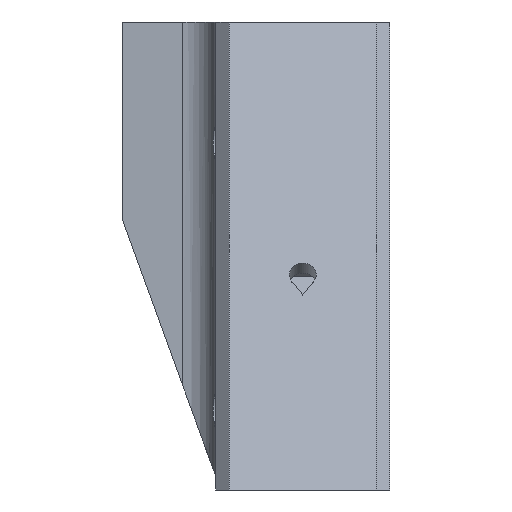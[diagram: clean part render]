
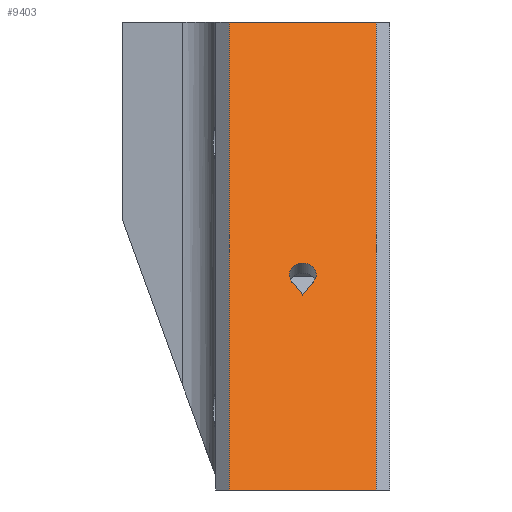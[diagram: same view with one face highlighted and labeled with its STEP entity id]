
A CAD part, left-side view. The second image highlights one B-rep face of the part: STEP entity #9403.
In plain terms, the highlighted planar face has unit normal (-0.866, 0, 0.5).
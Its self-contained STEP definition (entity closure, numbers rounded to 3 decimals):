
#84 = PLANE('',#85);
#85 = AXIS2_PLACEMENT_3D('',#86,#87,#88);
#86 = CARTESIAN_POINT('',(-59.826,2.,18.));
#87 = DIRECTION('',(0.,0.,-1.));
#88 = DIRECTION('',(0.,-1.,0.));
#1409 = PLANE('',#1410);
#1410 = AXIS2_PLACEMENT_3D('',#1411,#1412,#1413);
#1411 = CARTESIAN_POINT('',(-70.218,0.,-52.));
#1412 = DIRECTION('',(0.,0.,1.));
#1413 = DIRECTION('',(-1.,0.,0.));
#1437 = PLANE('',#1438);
#1438 = AXIS2_PLACEMENT_3D('',#1439,#1440,#1441);
#1439 = CARTESIAN_POINT('',(-99.375,25.,-52.5));
#1440 = DIRECTION('',(-0.612,0.707,0.354));
#1441 = DIRECTION('',(0.5,0.,0.866));
#2602 = VERTEX_POINT('',#2603);
#2603 = CARTESIAN_POINT('',(-59.826,2.,18.));
#2617 = PLANE('',#2618);
#2618 = AXIS2_PLACEMENT_3D('',#2619,#2620,#2621);
#2619 = CARTESIAN_POINT('',(-99.375,1.,-52.5));
#2620 = DIRECTION('',(0.612,0.707,-0.354));
#2621 = DIRECTION('',(0.5,0.,0.866));
#2629 = EDGE_CURVE('',#2602,#2630,#2632,.T.);
#2630 = VERTEX_POINT('',#2631);
#2631 = CARTESIAN_POINT('',(-59.826,24.,18.));
#2632 = SURFACE_CURVE('',#2633,(#2637,#2644),.PCURVE_S1.);
#2633 = LINE('',#2634,#2635);
#2634 = CARTESIAN_POINT('',(-59.826,0.,18.));
#2635 = VECTOR('',#2636,1.);
#2636 = DIRECTION('',(-0.,1.,0.));
#2637 = PCURVE('',#84,#2638);
#2638 = DEFINITIONAL_REPRESENTATION('',(#2639),#2643);
#2639 = LINE('',#2640,#2641);
#2640 = CARTESIAN_POINT('',(2.,0.));
#2641 = VECTOR('',#2642,1.);
#2642 = DIRECTION('',(-1.,0.));
#2643 = ( GEOMETRIC_REPRESENTATION_CONTEXT(2) 
PARAMETRIC_REPRESENTATION_CONTEXT() REPRESENTATION_CONTEXT('2D SPACE',''
  ) );
#2644 = PCURVE('',#2645,#2650);
#2645 = PLANE('',#2646);
#2646 = AXIS2_PLACEMENT_3D('',#2647,#2648,#2649);
#2647 = CARTESIAN_POINT('',(-100.241,0.,-52.));
#2648 = DIRECTION('',(0.866,0.,-0.5));
#2649 = DIRECTION('',(0.5,0.,0.866));
#2650 = DEFINITIONAL_REPRESENTATION('',(#2651),#2655);
#2651 = LINE('',#2652,#2653);
#2652 = CARTESIAN_POINT('',(80.829,0.));
#2653 = VECTOR('',#2654,1.);
#2654 = DIRECTION('',(0.,-1.));
#2655 = ( GEOMETRIC_REPRESENTATION_CONTEXT(2) 
PARAMETRIC_REPRESENTATION_CONTEXT() REPRESENTATION_CONTEXT('2D SPACE',''
  ) );
#3817 = VERTEX_POINT('',#3818);
#3818 = CARTESIAN_POINT('',(-100.241,24.,-52.));
#3839 = EDGE_CURVE('',#3817,#2630,#3840,.T.);
#3840 = SURFACE_CURVE('',#3841,(#3845,#3852),.PCURVE_S1.);
#3841 = LINE('',#3842,#3843);
#3842 = CARTESIAN_POINT('',(-100.241,24.,-52.));
#3843 = VECTOR('',#3844,1.);
#3844 = DIRECTION('',(0.5,0.,0.866));
#3845 = PCURVE('',#1437,#3846);
#3846 = DEFINITIONAL_REPRESENTATION('',(#3847),#3851);
#3847 = LINE('',#3848,#3849);
#3848 = CARTESIAN_POINT('',(0.,-1.414));
#3849 = VECTOR('',#3850,1.);
#3850 = DIRECTION('',(1.,0.));
#3851 = ( GEOMETRIC_REPRESENTATION_CONTEXT(2) 
PARAMETRIC_REPRESENTATION_CONTEXT() REPRESENTATION_CONTEXT('2D SPACE',''
  ) );
#3852 = PCURVE('',#2645,#3853);
#3853 = DEFINITIONAL_REPRESENTATION('',(#3854),#3858);
#3854 = LINE('',#3855,#3856);
#3855 = CARTESIAN_POINT('',(0.,-24.));
#3856 = VECTOR('',#3857,1.);
#3857 = DIRECTION('',(1.,0.));
#3858 = ( GEOMETRIC_REPRESENTATION_CONTEXT(2) 
PARAMETRIC_REPRESENTATION_CONTEXT() REPRESENTATION_CONTEXT('2D SPACE',''
  ) );
#3865 = EDGE_CURVE('',#3866,#3817,#3868,.T.);
#3866 = VERTEX_POINT('',#3867);
#3867 = CARTESIAN_POINT('',(-100.241,2.,-52.));
#3868 = SURFACE_CURVE('',#3869,(#3873,#3880),.PCURVE_S1.);
#3869 = LINE('',#3870,#3871);
#3870 = CARTESIAN_POINT('',(-100.241,0.,-52.));
#3871 = VECTOR('',#3872,1.);
#3872 = DIRECTION('',(-0.,1.,0.));
#3873 = PCURVE('',#1409,#3874);
#3874 = DEFINITIONAL_REPRESENTATION('',(#3875),#3879);
#3875 = LINE('',#3876,#3877);
#3876 = CARTESIAN_POINT('',(30.022,0.));
#3877 = VECTOR('',#3878,1.);
#3878 = DIRECTION('',(0.,-1.));
#3879 = ( GEOMETRIC_REPRESENTATION_CONTEXT(2) 
PARAMETRIC_REPRESENTATION_CONTEXT() REPRESENTATION_CONTEXT('2D SPACE',''
  ) );
#3880 = PCURVE('',#2645,#3881);
#3881 = DEFINITIONAL_REPRESENTATION('',(#3882),#3886);
#3882 = LINE('',#3883,#3884);
#3883 = CARTESIAN_POINT('',(0.,0.));
#3884 = VECTOR('',#3885,1.);
#3885 = DIRECTION('',(0.,-1.));
#3886 = ( GEOMETRIC_REPRESENTATION_CONTEXT(2) 
PARAMETRIC_REPRESENTATION_CONTEXT() REPRESENTATION_CONTEXT('2D SPACE',''
  ) );
#9381 = EDGE_CURVE('',#3866,#2602,#9382,.T.);
#9382 = SURFACE_CURVE('',#9383,(#9387,#9394),.PCURVE_S1.);
#9383 = LINE('',#9384,#9385);
#9384 = CARTESIAN_POINT('',(-100.241,2.,-52.));
#9385 = VECTOR('',#9386,1.);
#9386 = DIRECTION('',(0.5,0.,0.866));
#9387 = PCURVE('',#2617,#9388);
#9388 = DEFINITIONAL_REPRESENTATION('',(#9389),#9393);
#9389 = LINE('',#9390,#9391);
#9390 = CARTESIAN_POINT('',(0.,-1.414));
#9391 = VECTOR('',#9392,1.);
#9392 = DIRECTION('',(1.,0.));
#9393 = ( GEOMETRIC_REPRESENTATION_CONTEXT(2) 
PARAMETRIC_REPRESENTATION_CONTEXT() REPRESENTATION_CONTEXT('2D SPACE',''
  ) );
#9394 = PCURVE('',#2645,#9395);
#9395 = DEFINITIONAL_REPRESENTATION('',(#9396),#9400);
#9396 = LINE('',#9397,#9398);
#9397 = CARTESIAN_POINT('',(0.,-2.));
#9398 = VECTOR('',#9399,1.);
#9399 = DIRECTION('',(1.,0.));
#9400 = ( GEOMETRIC_REPRESENTATION_CONTEXT(2) 
PARAMETRIC_REPRESENTATION_CONTEXT() REPRESENTATION_CONTEXT('2D SPACE',''
  ) );
#9403 = ADVANCED_FACE('',(#9404,#9410),#2645,.F.);
#9404 = FACE_BOUND('',#9405,.F.);
#9405 = EDGE_LOOP('',(#9406,#9407,#9408,#9409));
#9406 = ORIENTED_EDGE('',*,*,#3865,.T.);
#9407 = ORIENTED_EDGE('',*,*,#3839,.T.);
#9408 = ORIENTED_EDGE('',*,*,#2629,.F.);
#9409 = ORIENTED_EDGE('',*,*,#9381,.F.);
#9410 = FACE_BOUND('',#9411,.F.);
#9411 = EDGE_LOOP('',(#9412,#9440,#9466));
#9412 = ORIENTED_EDGE('',*,*,#9413,.F.);
#9413 = EDGE_CURVE('',#9414,#9416,#9418,.T.);
#9414 = VERTEX_POINT('',#9415);
#9415 = CARTESIAN_POINT('',(-83.384,13.,
    -22.804));
#9416 = VERTEX_POINT('',#9417);
#9417 = CARTESIAN_POINT('',(-82.215,14.638,
    -20.778));
#9418 = SURFACE_CURVE('',#9419,(#9423,#9429),.PCURVE_S1.);
#9419 = LINE('',#9420,#9421);
#9420 = CARTESIAN_POINT('',(-89.982,3.761,
    -34.231));
#9421 = VECTOR('',#9422,1.);
#9422 = DIRECTION('',(0.41,0.574,0.709));
#9423 = PCURVE('',#2645,#9424);
#9424 = DEFINITIONAL_REPRESENTATION('',(#9425),#9428);
#9425 = B_SPLINE_CURVE_WITH_KNOTS('',1,(#9426,#9427),.UNSPECIFIED.,.F.,
  .F.,(2,2),(15.822,19.25),.PIECEWISE_BEZIER_KNOTS.);
#9426 = CARTESIAN_POINT('',(33.478,-12.836));
#9427 = CARTESIAN_POINT('',(36.286,-14.802));
#9428 = ( GEOMETRIC_REPRESENTATION_CONTEXT(2) 
PARAMETRIC_REPRESENTATION_CONTEXT() REPRESENTATION_CONTEXT('2D SPACE',''
  ) );
#9429 = PCURVE('',#9430,#9435);
#9430 = PLANE('',#9431);
#9431 = AXIS2_PLACEMENT_3D('',#9432,#9433,#9434);
#9432 = CARTESIAN_POINT('',(-83.574,14.638,
    -19.993));
#9433 = DIRECTION('',(-0.287,0.819,-0.497));
#9434 = DIRECTION('',(-0.41,-0.574,-0.709));
#9435 = DEFINITIONAL_REPRESENTATION('',(#9436),#9439);
#9436 = B_SPLINE_CURVE_WITH_KNOTS('',1,(#9437,#9438),.UNSPECIFIED.,.F.,
  .F.,(2,2),(15.822,19.25),.PIECEWISE_BEZIER_KNOTS.);
#9437 = CARTESIAN_POINT('',(3.142,-1.569));
#9438 = CARTESIAN_POINT('',(-0.286,-1.569));
#9439 = ( GEOMETRIC_REPRESENTATION_CONTEXT(2) 
PARAMETRIC_REPRESENTATION_CONTEXT() REPRESENTATION_CONTEXT('2D SPACE',''
  ) );
#9440 = ORIENTED_EDGE('',*,*,#9441,.F.);
#9441 = EDGE_CURVE('',#9442,#9414,#9444,.T.);
#9442 = VERTEX_POINT('',#9443);
#9443 = CARTESIAN_POINT('',(-82.215,11.362,
    -20.778));
#9444 = SURFACE_CURVE('',#9445,(#9449,#9455),.PCURVE_S1.);
#9445 = LINE('',#9446,#9447);
#9446 = CARTESIAN_POINT('',(-87.513,18.781,
    -29.955));
#9447 = VECTOR('',#9448,1.);
#9448 = DIRECTION('',(-0.41,0.574,-0.709));
#9449 = PCURVE('',#2645,#9450);
#9450 = DEFINITIONAL_REPRESENTATION('',(#9451),#9454);
#9451 = B_SPLINE_CURVE_WITH_KNOTS('',1,(#9452,#9453),.UNSPECIFIED.,.F.,
  .F.,(2,2),(-13.221,-9.794),.PIECEWISE_BEZIER_KNOTS.);
#9452 = CARTESIAN_POINT('',(36.286,-11.198));
#9453 = CARTESIAN_POINT('',(33.478,-13.164));
#9454 = ( GEOMETRIC_REPRESENTATION_CONTEXT(2) 
PARAMETRIC_REPRESENTATION_CONTEXT() REPRESENTATION_CONTEXT('2D SPACE',''
  ) );
#9455 = PCURVE('',#9456,#9461);
#9456 = PLANE('',#9457);
#9457 = AXIS2_PLACEMENT_3D('',#9458,#9459,#9460);
#9458 = CARTESIAN_POINT('',(-84.743,13.,
    -22.02));
#9459 = DIRECTION('',(-0.287,-0.819,-0.497));
#9460 = DIRECTION('',(0.41,-0.574,0.709));
#9461 = DEFINITIONAL_REPRESENTATION('',(#9462),#9465);
#9462 = B_SPLINE_CURVE_WITH_KNOTS('',1,(#9463,#9464),.UNSPECIFIED.,.F.,
  .F.,(2,2),(-13.221,-9.794),.PIECEWISE_BEZIER_KNOTS.);
#9463 = CARTESIAN_POINT('',(3.142,-1.569));
#9464 = CARTESIAN_POINT('',(-0.286,-1.569));
#9465 = ( GEOMETRIC_REPRESENTATION_CONTEXT(2) 
PARAMETRIC_REPRESENTATION_CONTEXT() REPRESENTATION_CONTEXT('2D SPACE',''
  ) );
#9466 = ORIENTED_EDGE('',*,*,#9467,.F.);
#9467 = EDGE_CURVE('',#9416,#9442,#9468,.T.);
#9468 = SURFACE_CURVE('',#9469,(#9474,#9481),.PCURVE_S1.);
#9469 = ELLIPSE('',#9470,2.,2.);
#9470 = AXIS2_PLACEMENT_3D('',#9471,#9472,#9473);
#9471 = CARTESIAN_POINT('',(-81.641,13.,
    -19.785));
#9472 = DIRECTION('',(0.866,0.,-0.5));
#9473 = DIRECTION('',(-0.285,-0.821,-0.494));
#9474 = PCURVE('',#2645,#9475);
#9475 = DEFINITIONAL_REPRESENTATION('',(#9476),#9480);
#9476 = ELLIPSE('',#9477,2.,2.);
#9477 = AXIS2_PLACEMENT_2D('',#9478,#9479);
#9478 = CARTESIAN_POINT('',(37.199,-13.));
#9479 = DIRECTION('',(-0.57,0.821));
#9480 = ( GEOMETRIC_REPRESENTATION_CONTEXT(2) 
PARAMETRIC_REPRESENTATION_CONTEXT() REPRESENTATION_CONTEXT('2D SPACE',''
  ) );
#9481 = PCURVE('',#9482,#9487);
#9482 = CYLINDRICAL_SURFACE('',#9483,2.);
#9483 = AXIS2_PLACEMENT_3D('',#9484,#9485,#9486);
#9484 = CARTESIAN_POINT('',(-83.,13.,-19.));
#9485 = DIRECTION('',(-0.866,0.,0.5
    ));
#9486 = DIRECTION('',(0.,-1.,
    0.));
#9487 = DEFINITIONAL_REPRESENTATION('',(#9488),#9498);
#9488 = B_SPLINE_CURVE_WITH_KNOTS('',8,(#9489,#9490,#9491,#9492,#9493,
    #9494,#9495,#9496,#9497),.UNSPECIFIED.,.F.,.F.,(9,9),(1.924
    ,6.287),.PIECEWISE_BEZIER_KNOTS.);
#9489 = CARTESIAN_POINT('',(-2.531,-1.569));
#9490 = CARTESIAN_POINT('',(-3.076,-1.569));
#9491 = CARTESIAN_POINT('',(-3.622,-1.569));
#9492 = CARTESIAN_POINT('',(-4.167,-1.569));
#9493 = CARTESIAN_POINT('',(-4.712,-1.569));
#9494 = CARTESIAN_POINT('',(-5.258,-1.569));
#9495 = CARTESIAN_POINT('',(-5.803,-1.569));
#9496 = CARTESIAN_POINT('',(-6.349,-1.569));
#9497 = CARTESIAN_POINT('',(-6.894,-1.569));
#9498 = ( GEOMETRIC_REPRESENTATION_CONTEXT(2) 
PARAMETRIC_REPRESENTATION_CONTEXT() REPRESENTATION_CONTEXT('2D SPACE',''
  ) );
